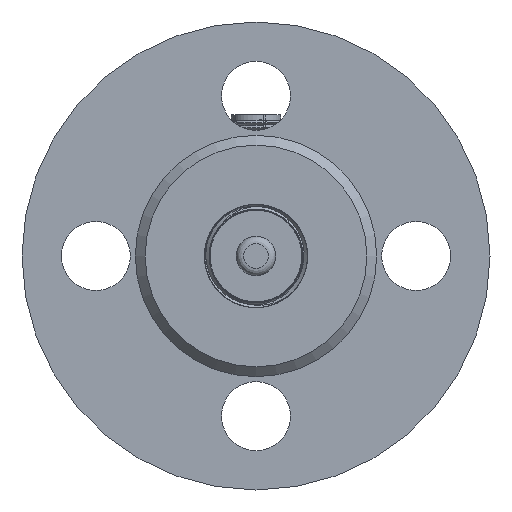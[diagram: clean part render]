
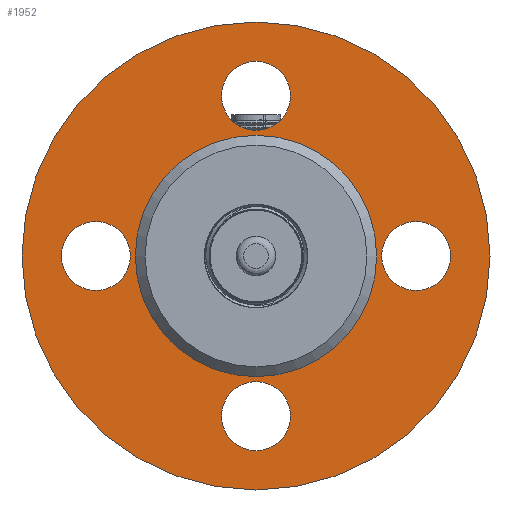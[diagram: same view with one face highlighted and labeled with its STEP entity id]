
A CAD part, left-side view. The second image highlights one B-rep face of the part: STEP entity #1952.
In plain terms, the highlighted planar face has unit normal (-1, 0, 0).
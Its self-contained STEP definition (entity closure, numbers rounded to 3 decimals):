
#904=PLANE('',#13904);
#1219=FACE_BOUND('',#3581,.T.);
#1220=FACE_BOUND('',#3582,.T.);
#1221=FACE_BOUND('',#3583,.T.);
#1222=FACE_BOUND('',#3584,.T.);
#1223=FACE_BOUND('',#3585,.T.);
#1224=FACE_BOUND('',#3586,.T.);
#1952=ADVANCED_FACE('',(#1219,#1220,#1221,#1222,#1223,#1224),#904,.T.);
#3581=EDGE_LOOP('',(#9334));
#3582=EDGE_LOOP('',(#9335));
#3583=EDGE_LOOP('',(#9336));
#3584=EDGE_LOOP('',(#9337));
#3585=EDGE_LOOP('',(#9338));
#3586=EDGE_LOOP('',(#9339));
#9334=ORIENTED_EDGE('',*,*,#12319,.T.);
#9335=ORIENTED_EDGE('',*,*,#12311,.T.);
#9336=ORIENTED_EDGE('',*,*,#12315,.T.);
#9337=ORIENTED_EDGE('',*,*,#12317,.F.);
#9338=ORIENTED_EDGE('',*,*,#12313,.F.);
#9339=ORIENTED_EDGE('',*,*,#12309,.T.);
#10540=VERTEX_POINT('',#28815);
#10542=VERTEX_POINT('',#28820);
#10544=VERTEX_POINT('',#28825);
#10546=VERTEX_POINT('',#28830);
#10548=VERTEX_POINT('',#28835);
#10550=VERTEX_POINT('',#28841);
#12309=EDGE_CURVE('',#10540,#10540,#12724,.T.);
#12311=EDGE_CURVE('',#10542,#10542,#12726,.T.);
#12313=EDGE_CURVE('',#10544,#10544,#12728,.T.);
#12315=EDGE_CURVE('',#10546,#10546,#12730,.T.);
#12317=EDGE_CURVE('',#10548,#10548,#12732,.T.);
#12319=EDGE_CURVE('',#10550,#10550,#12734,.T.);
#12724=CIRCLE('',#13887,47.5);
#12726=CIRCLE('',#13890,7.);
#12728=CIRCLE('',#13893,7.);
#12730=CIRCLE('',#13896,7.);
#12732=CIRCLE('',#13899,7.);
#12734=CIRCLE('',#13903,24.5);
#13887=AXIS2_PLACEMENT_3D('',#28814,#17025,#17026);
#13890=AXIS2_PLACEMENT_3D('',#28819,#17031,#17032);
#13893=AXIS2_PLACEMENT_3D('',#28824,#17037,#17038);
#13896=AXIS2_PLACEMENT_3D('',#28829,#17043,#17044);
#13899=AXIS2_PLACEMENT_3D('',#28834,#17049,#17050);
#13903=AXIS2_PLACEMENT_3D('',#28840,#17057,#17058);
#13904=AXIS2_PLACEMENT_3D('',#28842,#17059,#17060);
#17025=DIRECTION('',(-1.,0.,0.));
#17026=DIRECTION('',(0.,0.,1.));
#17031=DIRECTION('',(1.,0.,0.));
#17032=DIRECTION('',(0.,0.,1.));
#17037=DIRECTION('',(-1.,0.,0.));
#17038=DIRECTION('',(0.,0.,1.));
#17043=DIRECTION('',(1.,0.,0.));
#17044=DIRECTION('',(0.,0.,1.));
#17049=DIRECTION('',(-1.,0.,0.));
#17050=DIRECTION('',(0.,0.,1.));
#17057=DIRECTION('',(1.,0.,0.));
#17058=DIRECTION('',(0.,0.,1.));
#17059=DIRECTION('',(-1.,0.,0.));
#17060=DIRECTION('',(0.,0.,1.));
#28814=CARTESIAN_POINT('',(-74.,18.,-18.012));
#28815=CARTESIAN_POINT('',(-74.,18.,29.488));
#28819=CARTESIAN_POINT('',(-74.,50.5,-18.012));
#28820=CARTESIAN_POINT('',(-74.,50.5,-11.012));
#28824=CARTESIAN_POINT('',(-74.,18.,-50.512));
#28825=CARTESIAN_POINT('',(-74.,18.,-43.512));
#28829=CARTESIAN_POINT('',(-74.,-14.5,-18.012));
#28830=CARTESIAN_POINT('',(-74.,-14.5,-11.012));
#28834=CARTESIAN_POINT('',(-74.,18.,14.488));
#28835=CARTESIAN_POINT('',(-74.,18.,21.488));
#28840=CARTESIAN_POINT('',(-74.,18.,-18.012));
#28841=CARTESIAN_POINT('',(-74.,18.,6.488));
#28842=CARTESIAN_POINT('',(-74.,18.,-18.012));
